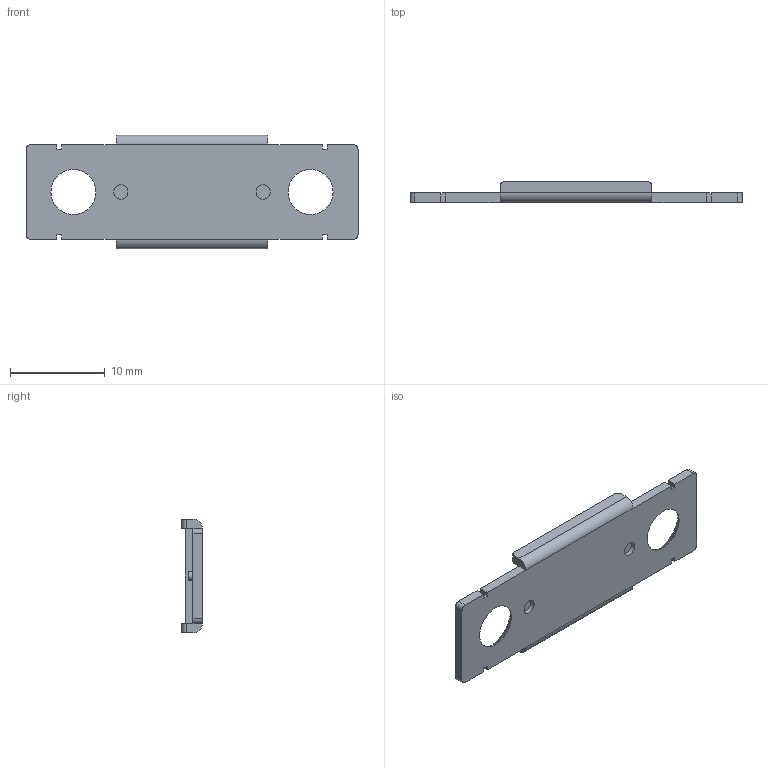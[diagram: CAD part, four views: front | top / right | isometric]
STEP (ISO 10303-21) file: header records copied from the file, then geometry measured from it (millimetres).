
FILE_DESCRIPTION (( 'STEP AP214' ), '1' );
FILE_NAME ('mc-yn001.step', '2014-08-21T06:38:53', ( '' ), ( '' ), 'SwSTEP 2.0', 'SolidWorks 2013', '' );
FILE_SCHEMA (( 'AUTOMOTIVE_DESIGN' ));
Length unit declared in the file: millimetre
Products named in the file (1): mc-yn001
Bounding box: 35 x 2.2 x 12 mm (x, y, z)
Volume: 466.7 mm3; surface area: 875.4 mm2
Topology: 3 solids, 3 shells, 62 faces, 152 edges, 98 vertices
Faces by surface type: plane 44, cylinder 16, cone 2
Full cylindrical faces by diameter (mm): 0.9 x2, 1.5 x2, 4.75 x2
Entity records: 1830 total; most frequent: CARTESIAN_POINT 305, DIRECTION 304, ORIENTED_EDGE 288, EDGE_CURVE 144, VECTOR 110, LINE 110, VERTEX_POINT 98, AXIS2_PLACEMENT_3D 97
